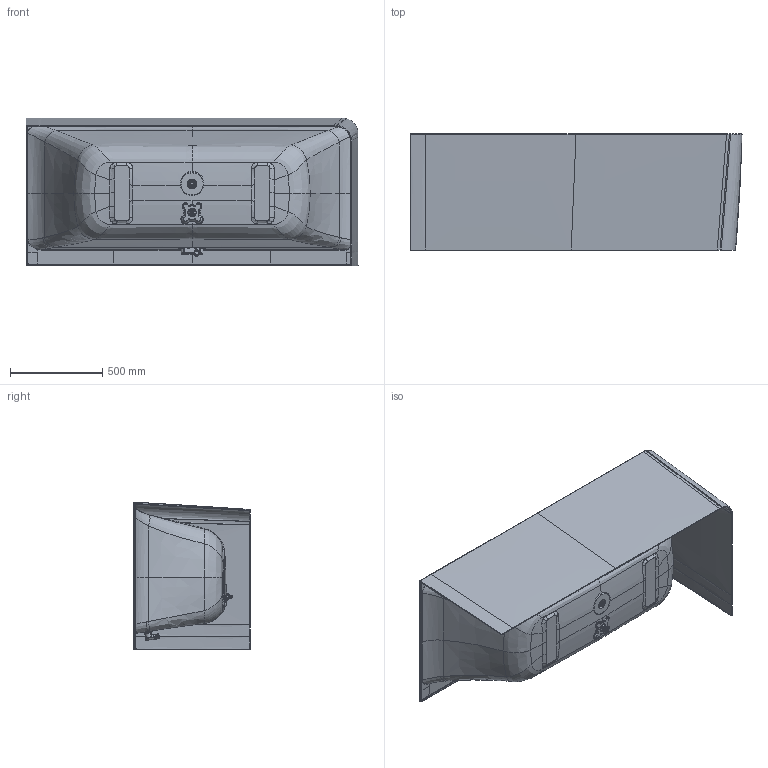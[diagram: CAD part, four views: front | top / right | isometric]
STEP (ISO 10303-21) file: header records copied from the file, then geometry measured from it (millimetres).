
FILE_DESCRIPTION((''),'2;1');
FILE_NAME('SUBWAY30_L_R_ASM','2024-11-01T16:17:19',('hegemanc'),('Villeroy & Boch Wellness bv'),'CREO PARAMETRIC BY PTC INC, 2022414','CREO PARAMETRIC BY PTC INC, 2022414','');
FILE_SCHEMA(('AP242_MANAGED_MODEL_BASED_3D_ENGINEERING_MIM_LF { 1 0 10303 442 1 1 4 }'));
Products named in the file (26): V3P2303-003_COPY_CH; V4P1907-047; VENTILUNTERTEIL_; VINZIA_ME240F00NY_003_C; VINZIA_ME240F00NY_001_C; VINZIA_ME240F00NY_004_C; VINZIA_ME240F00NY_005_C; VINZIA_ME240F00NY_004_005_C_ASM; VINZIA_ME240F00NY_002_C; VINZIA_ME240F00NY_006_C_AF1; VINZIA_ME240F00NY_C_ASM; V3P1607-081_C; DICHTUNG_C; V3P1607-081_C_ASM; KLIK-KLAK-ASM_CH2_ASM; V4P1907-019_CH; V4P1907-018_CH; V4P1907-045_CH; V4P1907-105_CH_ASM; V4P1908-013_CH; O-RING_41X2_CH; V4P1908-012_CH; V4P1908-113_CH_ASM; LOGO_3D; SUBWAY_BTW_ITEMS_L_R_AF0_ASM; SUBWAY30_L_R_ASM
Assembly tree (26 placements, depth 7):
  SUBWAY30_L_R_ASM
    V3P2303-003_COPY_CH
    SUBWAY_BTW_ITEMS_L_R_AF0_ASM
      V4P1907-047
      KLIK-KLAK-ASM_CH2_ASM
        VENTILUNTERTEIL_
        V3P1607-081_C_ASM
          VINZIA_ME240F00NY_C_ASM
            VINZIA_ME240F00NY_003_C
            VINZIA_ME240F00NY_001_C
            VINZIA_ME240F00NY_004_005_C_ASM
              VINZIA_ME240F00NY_004_C
              VINZIA_ME240F00NY_005_C
            VINZIA_ME240F00NY_002_C
            VINZIA_ME240F00NY_006_C_AF1
          V3P1607-081_C
          DICHTUNG_C
      V4P1907-105_CH_ASM
        V4P1907-019_CH
        V4P1907-018_CH
        V4P1907-045_CH
        V4P1907-047
      V4P1908-113_CH_ASM
        V4P1908-013_CH
        O-RING_41X2_CH
        V4P1908-012_CH
      LOGO_3D
Bounding box: 1799.14 x 630 x 800.26 mm (x, y, z)
Volume: 36520959.9 mm3; surface area: 8600845.3 mm2
Topology: 46 solids, 46 shells, 3860 faces, 9173 edges, 5465 vertices
Faces by surface type: bspline 1070, plane 794, cylinder 676, extrusion 479, torus 443, sphere 217, cone 181
Entity records: 265077 total; most frequent: CARTESIAN_POINT 143136, ORIENTED_EDGE 18100, DIRECTION 14041, PRESENTATION_STYLE_ASSIGNMENT 11070, STYLED_ITEM 11044, CURVE_STYLE 9529, EDGE_CURVE 9050, VERTEX_POINT 5397
